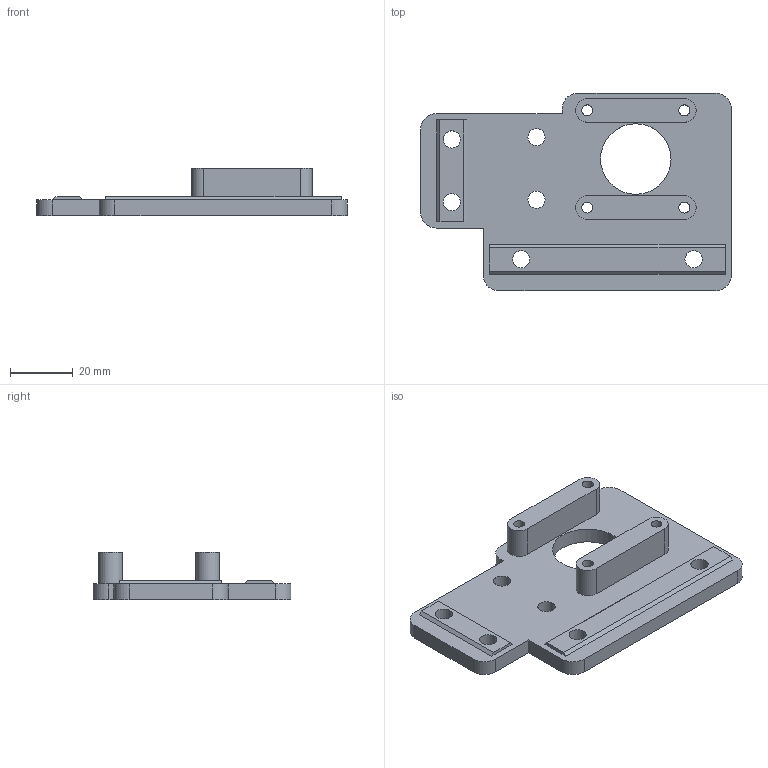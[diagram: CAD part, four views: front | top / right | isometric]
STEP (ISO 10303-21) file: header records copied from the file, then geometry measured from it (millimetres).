
FILE_DESCRIPTION(('FreeCAD Model'),'2;1');
FILE_NAME('Open CASCADE Shape Model','2023-02-10T14:36:36',(''),(''), 'Open CASCADE STEP processor 7.6','FreeCAD','Unknown');
FILE_SCHEMA(('AUTOMOTIVE_DESIGN { 1 0 10303 214 1 1 1 1 }'));
Length unit declared in the file: millimetre
Products named in the file (3): B_Top; LCS_0002; Body002
Assembly tree (4 placements, depth 2):
  B_Top
    LCS_0002  x3
    Body002
Bounding box: 99.2 x 63 x 15 mm (x, y, z)
Volume: 30703.4 mm3; surface area: 14882.6 mm2
Topology: 1 solids, 1 shells, 47 faces, 131 edges, 90 vertices
Faces by surface type: plane 26, cylinder 21
Full cylindrical faces by diameter (mm): 3.5 x4, 5.5 x6, 22.5 x1
Entity records: 3511 total; most frequent: CARTESIAN_POINT 547, DIRECTION 537, LINE 309, VECTOR 309, ORIENTED_EDGE 262, PCURVE 262, DEFINITIONAL_REPRESENTATION 262, EDGE_CURVE 131
